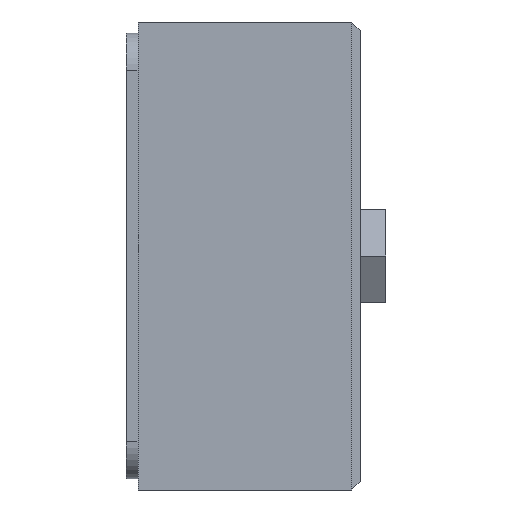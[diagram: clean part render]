
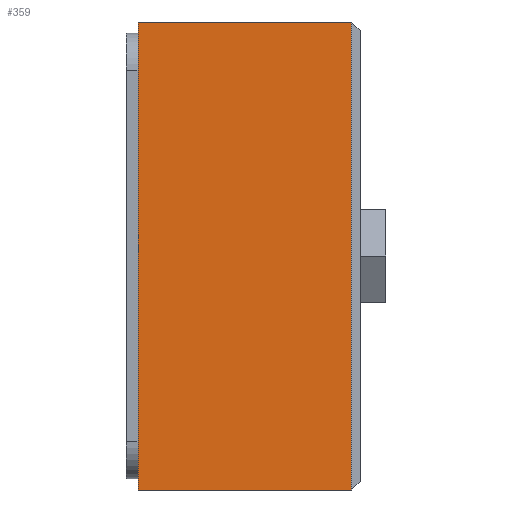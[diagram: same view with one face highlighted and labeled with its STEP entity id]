
A CAD part, left-side view. The second image highlights one B-rep face of the part: STEP entity #359.
In plain terms, the highlighted planar face has unit normal (-1, 0, 0).
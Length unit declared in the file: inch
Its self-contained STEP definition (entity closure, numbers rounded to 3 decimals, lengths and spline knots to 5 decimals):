
#331 = VERTEX_POINT ( 'NONE', #1211 ) ;
#334 = VERTEX_POINT ( 'NONE', #1208 ) ;
#335 = EDGE_CURVE ( 'NONE', #334, #331, #1203, .T. ) ;
#349 = ORIENTED_EDGE ( 'NONE', *, *, #365, .F. ) ;
#351 = VERTEX_POINT ( 'NONE', #1236 ) ;
#354 = ORIENTED_EDGE ( 'NONE', *, *, #361, .T. ) ;
#358 = EDGE_CURVE ( 'NONE', #351, #363, #1278, .T. ) ;
#359 = ADVANCED_FACE ( 'NONE', ( #1274 ), #1256, .F. ) ;
#361 = EDGE_CURVE ( 'NONE', #334, #351, #1310, .T. ) ;
#362 = EDGE_LOOP ( 'NONE', ( #354, #367, #349, #2431 ) ) ;
#363 = VERTEX_POINT ( 'NONE', #1306 ) ;
#365 = EDGE_CURVE ( 'NONE', #331, #363, #1301, .T. ) ;
#367 = ORIENTED_EDGE ( 'NONE', *, *, #358, .T. ) ;
#1200 = DIRECTION ( 'NONE',  ( 0., 0., 1. ) ) ;
#1201 = VECTOR ( 'NONE', #1200, 39.37008 ) ;
#1202 = CARTESIAN_POINT ( 'NONE',  ( -1.5748, 0.748, 0.7874 ) ) ;
#1203 = LINE ( 'NONE', #1202, #1201 ) ;
#1208 = CARTESIAN_POINT ( 'NONE',  ( -1.5748, 0.748, -0.7874 ) ) ;
#1211 = CARTESIAN_POINT ( 'NONE',  ( -1.5748, 0.748, 0.7874 ) ) ;
#1236 = CARTESIAN_POINT ( 'NONE',  ( -1.5748, 0.03, -0.7874 ) ) ;
#1255 = AXIS2_PLACEMENT_3D ( 'NONE', #1313, #1312, #1311 ) ;
#1256 = PLANE ( 'NONE',  #1255 ) ;
#1274 = FACE_OUTER_BOUND ( 'NONE', #362, .T. ) ;
#1275 = DIRECTION ( 'NONE',  ( 0., 0., 1. ) ) ;
#1276 = VECTOR ( 'NONE', #1275, 39.37008 ) ;
#1277 = CARTESIAN_POINT ( 'NONE',  ( -1.5748, 0.03, 0.7874 ) ) ;
#1278 = LINE ( 'NONE', #1277, #1276 ) ;
#1298 = DIRECTION ( 'NONE',  ( 0., -1., 0. ) ) ;
#1299 = VECTOR ( 'NONE', #1298, 39.37008 ) ;
#1300 = CARTESIAN_POINT ( 'NONE',  ( -1.5748, 0.748, 0.7874 ) ) ;
#1301 = LINE ( 'NONE', #1300, #1299 ) ;
#1306 = CARTESIAN_POINT ( 'NONE',  ( -1.5748, 0.03, 0.7874 ) ) ;
#1307 = DIRECTION ( 'NONE',  ( 0., -1., 0. ) ) ;
#1308 = VECTOR ( 'NONE', #1307, 39.37008 ) ;
#1309 = CARTESIAN_POINT ( 'NONE',  ( -1.5748, 0.748, -0.7874 ) ) ;
#1310 = LINE ( 'NONE', #1309, #1308 ) ;
#1311 = DIRECTION ( 'NONE',  ( 0., 0., -1. ) ) ;
#1312 = DIRECTION ( 'NONE',  ( 1., 0., 0. ) ) ;
#1313 = CARTESIAN_POINT ( 'NONE',  ( -1.5748, 0.748, 0.7874 ) ) ;
#2431 = ORIENTED_EDGE ( 'NONE', *, *, #335, .F. ) ;
